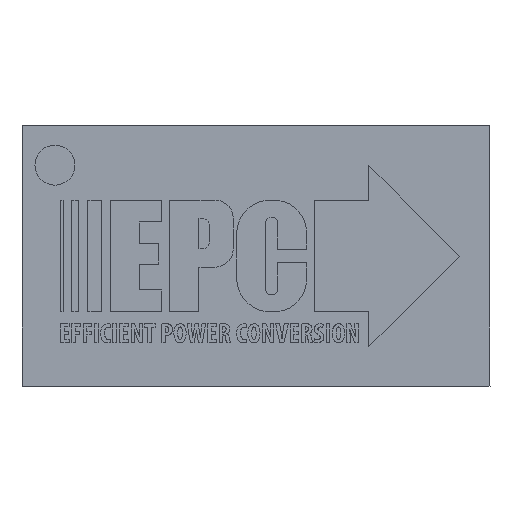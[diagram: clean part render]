
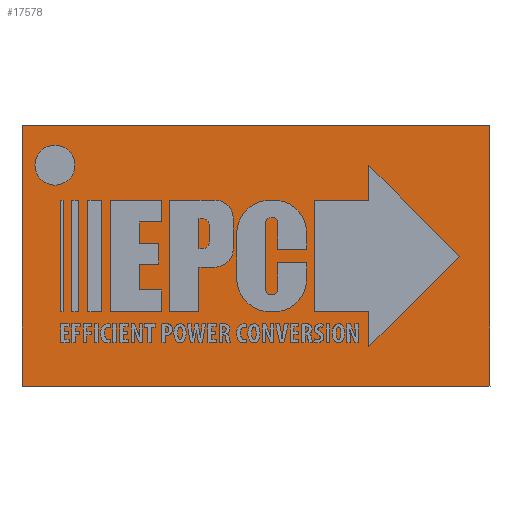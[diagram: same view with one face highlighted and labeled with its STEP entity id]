
A CAD part, top view. The second image highlights one B-rep face of the part: STEP entity #17578.
In plain terms, the highlighted planar face has unit normal (0, 0, 1).
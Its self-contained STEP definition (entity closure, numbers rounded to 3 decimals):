
#17449 = VERTEX_POINT('',#17450);
#17450 = CARTESIAN_POINT('',(1.752,-0.974,0.735));
#17456 = EDGE_CURVE('',#17449,#17457,#17459,.T.);
#17457 = VERTEX_POINT('',#17458);
#17458 = CARTESIAN_POINT('',(-1.752,-0.974,0.735));
#17459 = LINE('',#17460,#17461);
#17460 = CARTESIAN_POINT('',(1.752,-0.974,0.735));
#17461 = VECTOR('',#17462,1.);
#17462 = DIRECTION('',(-1.,0.,0.));
#17487 = EDGE_CURVE('',#17457,#17488,#17490,.T.);
#17488 = VERTEX_POINT('',#17489);
#17489 = CARTESIAN_POINT('',(-1.752,0.974,0.735));
#17490 = LINE('',#17491,#17492);
#17491 = CARTESIAN_POINT('',(-1.752,-0.974,0.735));
#17492 = VECTOR('',#17493,1.);
#17493 = DIRECTION('',(0.,1.,0.));
#17518 = EDGE_CURVE('',#17488,#17519,#17521,.T.);
#17519 = VERTEX_POINT('',#17520);
#17520 = CARTESIAN_POINT('',(1.752,0.974,0.735));
#17521 = LINE('',#17522,#17523);
#17522 = CARTESIAN_POINT('',(-1.752,0.974,0.735));
#17523 = VECTOR('',#17524,1.);
#17524 = DIRECTION('',(1.,0.,0.));
#17549 = EDGE_CURVE('',#17519,#17449,#17550,.T.);
#17550 = LINE('',#17551,#17552);
#17551 = CARTESIAN_POINT('',(1.752,0.974,0.735));
#17552 = VECTOR('',#17553,1.);
#17553 = DIRECTION('',(0.,-1.,0.));
#17578 = ADVANCED_FACE('',(#17579),#17585,.T.);
#17579 = FACE_BOUND('',#17580,.F.);
#17580 = EDGE_LOOP('',(#17581,#17582,#17583,#17584));
#17581 = ORIENTED_EDGE('',*,*,#17456,.T.);
#17582 = ORIENTED_EDGE('',*,*,#17487,.T.);
#17583 = ORIENTED_EDGE('',*,*,#17518,.T.);
#17584 = ORIENTED_EDGE('',*,*,#17549,.T.);
#17585 = PLANE('',#17586);
#17586 = AXIS2_PLACEMENT_3D('',#17587,#17588,#17589);
#17587 = CARTESIAN_POINT('',(1.752,-0.974,0.735));
#17588 = DIRECTION('',(0.,0.,1.));
#17589 = DIRECTION('',(1.,0.,-0.));
